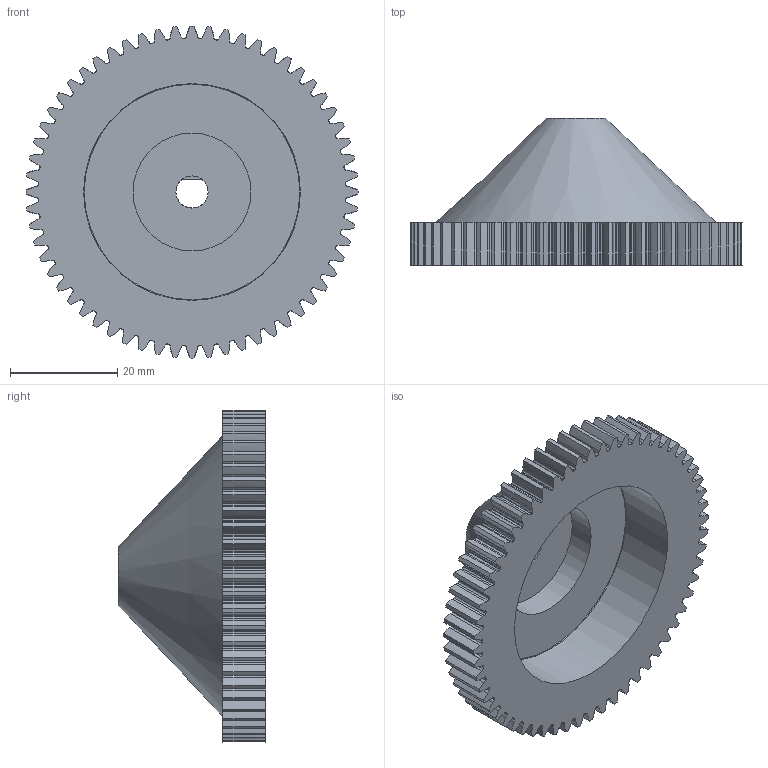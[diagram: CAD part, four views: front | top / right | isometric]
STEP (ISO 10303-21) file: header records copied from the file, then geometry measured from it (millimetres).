
FILE_DESCRIPTION(('FreeCAD Model'),'2;1');
FILE_NAME('Open CASCADE Shape Model','2023-09-13T20:29:23',(''),(''), 'Open CASCADE STEP processor 7.6','FreeCAD','Unknown');
FILE_SCHEMA(('AUTOMOTIVE_DESIGN { 1 0 10303 214 1 1 1 1 }'));
Length unit declared in the file: millimetre
Products named in the file (1): Wheel
Bounding box: 62 x 27.5 x 62 mm (x, y, z)
Volume: 23775.5 mm3; surface area: 11260.4 mm2
Topology: 1 solids, 1 shells, 492 faces, 1460 edges, 973 vertices
Faces by surface type: cylinder 243, extrusion 240, plane 7, cone 2
Full cylindrical faces by diameter (mm): 6 x1, 22 x1, 40.5 x1
Entity records: 38015 total; most frequent: CARTESIAN_POINT 10893, DIRECTION 4415, ORIENTED_EDGE 2920, PCURVE 2920, DEFINITIONAL_REPRESENTATION 2920, VECTOR 2678, LINE 2438, EDGE_CURVE 1460
